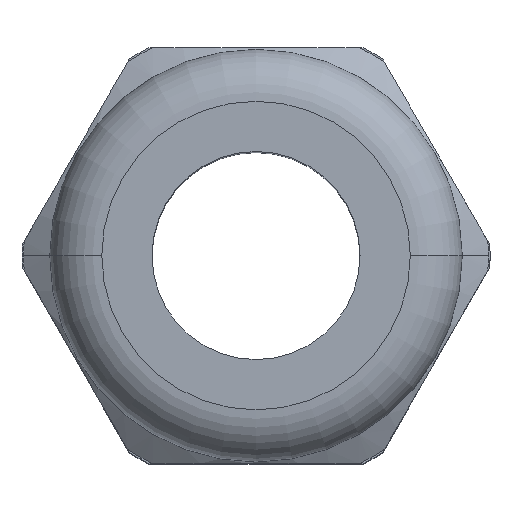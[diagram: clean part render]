
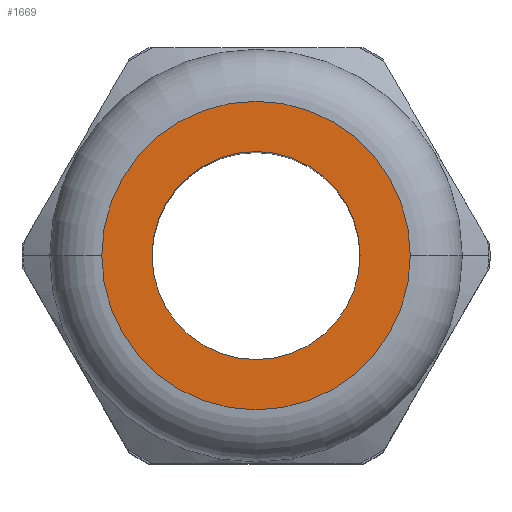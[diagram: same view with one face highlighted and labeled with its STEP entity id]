
A CAD part, top view. The second image highlights one B-rep face of the part: STEP entity #1669.
In plain terms, the highlighted planar face has unit normal (0, 0, 1).
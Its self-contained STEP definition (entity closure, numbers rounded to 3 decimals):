
#20 = ORIENTED_EDGE ( 'NONE', *, *, #1763, .T. ) ;
#332 = VERTEX_POINT ( 'NONE', #963 ) ;
#963 = CARTESIAN_POINT ( 'NONE',  ( -6., 0., 35. ) ) ;
#1306 = DIRECTION ( 'NONE',  ( -1., 0., 0. ) ) ;
#1307 = DIRECTION ( 'NONE',  ( 0., 0., -1. ) ) ;
#1308 = CARTESIAN_POINT ( 'NONE',  ( 0., 0., 35. ) ) ;
#1311 = CIRCLE ( 'NONE', #1324, 6. ) ;
#1324 = AXIS2_PLACEMENT_3D ( 'NONE', #1308, #1307, #1306 ) ;
#1363 = CARTESIAN_POINT ( 'NONE',  ( 6., 0., 35. ) ) ;
#1372 = CARTESIAN_POINT ( 'NONE',  ( -8.9, 0., 35. ) ) ;
#1384 = PLANE ( 'NONE',  #1497 ) ;
#1385 = AXIS2_PLACEMENT_3D ( 'NONE', #1495, #1494, #1493 ) ;
#1386 = CARTESIAN_POINT ( 'NONE',  ( 0., 0., 35. ) ) ;
#1388 = FACE_BOUND ( 'NONE', #1680, .T. ) ;
#1438 = CIRCLE ( 'NONE', #1385, 8.9 ) ;
#1477 = DIRECTION ( 'NONE',  ( -1., 0., 0. ) ) ;
#1478 = DIRECTION ( 'NONE',  ( 0., 0., -1. ) ) ;
#1479 = CARTESIAN_POINT ( 'NONE',  ( 0., 0., 35. ) ) ;
#1480 = AXIS2_PLACEMENT_3D ( 'NONE', #1479, #1478, #1477 ) ;
#1488 = DIRECTION ( 'NONE',  ( 1., 0., 0. ) ) ;
#1489 = DIRECTION ( 'NONE',  ( 0., 0., 1. ) ) ;
#1491 = CIRCLE ( 'NONE', #1480, 6. ) ;
#1493 = DIRECTION ( 'NONE',  ( 1., 0., 0. ) ) ;
#1494 = DIRECTION ( 'NONE',  ( 0., 0., 1. ) ) ;
#1495 = CARTESIAN_POINT ( 'NONE',  ( 0., 0., 35. ) ) ;
#1496 = FACE_OUTER_BOUND ( 'NONE', #1689, .T. ) ;
#1497 = AXIS2_PLACEMENT_3D ( 'NONE', #1386, #1489, #1488 ) ;
#1571 = CIRCLE ( 'NONE', #1586, 8.9 ) ;
#1575 = CARTESIAN_POINT ( 'NONE',  ( 8.9, 0., 35. ) ) ;
#1583 = DIRECTION ( 'NONE',  ( 1., 0., 0. ) ) ;
#1584 = DIRECTION ( 'NONE',  ( 0., 0., 1. ) ) ;
#1585 = CARTESIAN_POINT ( 'NONE',  ( 0., 0., 35. ) ) ;
#1586 = AXIS2_PLACEMENT_3D ( 'NONE', #1585, #1584, #1583 ) ;
#1668 = EDGE_CURVE ( 'NONE', #1679, #1762, #1438, .T. ) ;
#1669 = ADVANCED_FACE ( 'NONE', ( #1388, #1496 ), #1384, .T. ) ;
#1674 = EDGE_CURVE ( 'NONE', #332, #1694, #1491, .T. ) ;
#1679 = VERTEX_POINT ( 'NONE', #1372 ) ;
#1680 = EDGE_LOOP ( 'NONE', ( #1732, #1755 ) ) ;
#1681 = ORIENTED_EDGE ( 'NONE', *, *, #1668, .T. ) ;
#1689 = EDGE_LOOP ( 'NONE', ( #20, #1681 ) ) ;
#1694 = VERTEX_POINT ( 'NONE', #1363 ) ;
#1729 = EDGE_CURVE ( 'NONE', #1694, #332, #1311, .T. ) ;
#1732 = ORIENTED_EDGE ( 'NONE', *, *, #1674, .T. ) ;
#1755 = ORIENTED_EDGE ( 'NONE', *, *, #1729, .T. ) ;
#1762 = VERTEX_POINT ( 'NONE', #1575 ) ;
#1763 = EDGE_CURVE ( 'NONE', #1762, #1679, #1571, .T. ) ;
